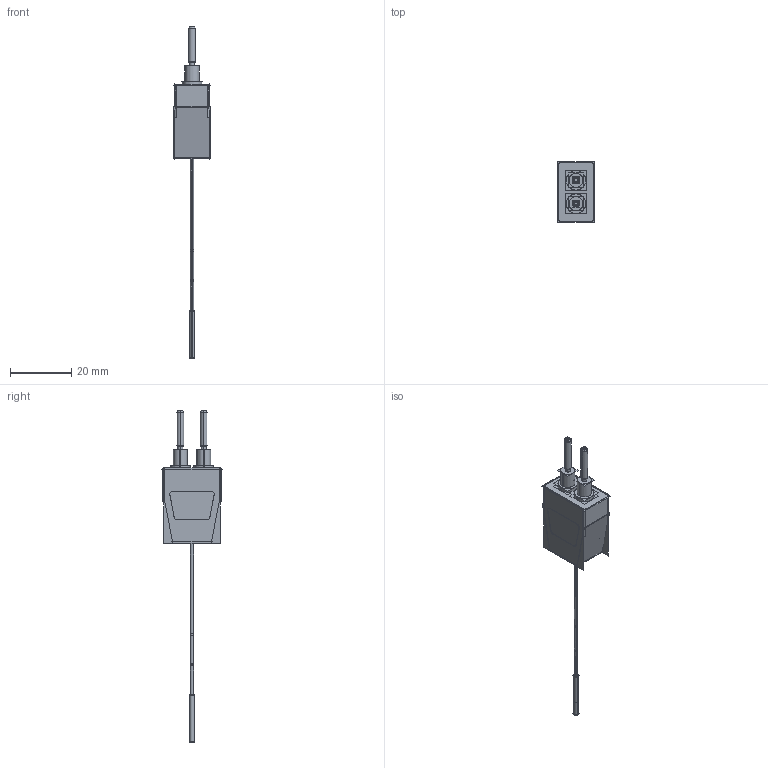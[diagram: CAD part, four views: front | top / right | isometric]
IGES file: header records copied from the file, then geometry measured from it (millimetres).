
Start section:  PTC IGES file: 191552.igs
Global section: file name: 191552.igs; native system: Creo Parametric by Parametric Technology Corporation; preprocessor: 2013230; author: pdmadmin; organization: Unknown; date: 20160216.145729; units: millimetre
Bounding box: 11.89 x 19.81 x 108.23 mm (x, y, z)
Volume: 3555.3 mm3; surface area: 16468.3 mm2
Topology: 9 solids, 13 shells, 1138 faces, 5966 edges, 7586 vertices
Faces by surface type: bspline 622, revolution 516
